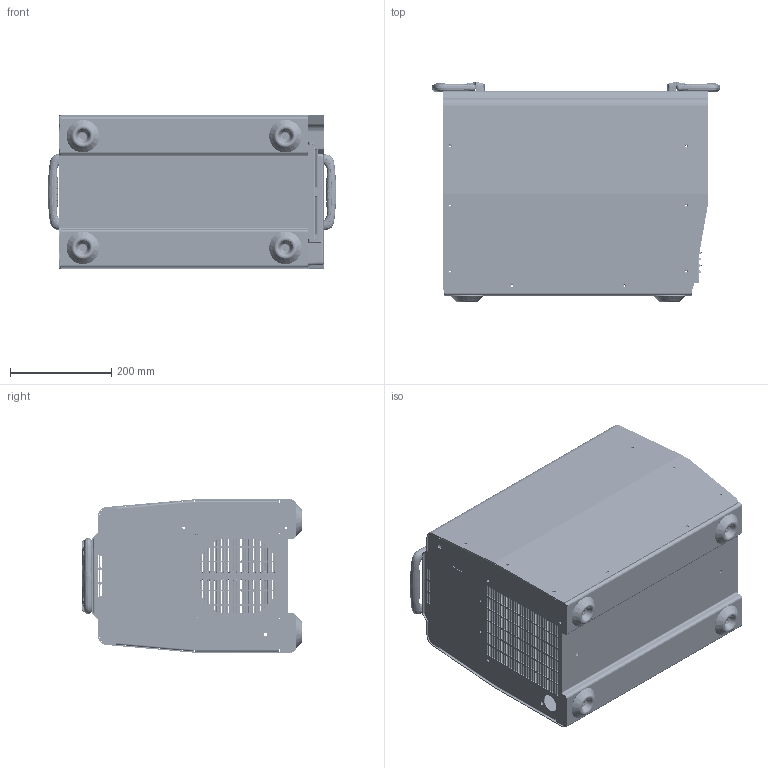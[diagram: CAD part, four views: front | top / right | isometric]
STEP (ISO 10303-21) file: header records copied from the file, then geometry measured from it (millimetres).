
FILE_DESCRIPTION (( 'STEP AP214' ), '1' );
FILE_NAME ('274174 (XMT 350 Products - Joined Shell).STEP', '2015-10-23T14:57:56', ( 'ITS' ), ( 'ITW Welding Group' ), 'SwSTEP 2.0', 'SolidWorks 2015', '' );
FILE_SCHEMA (( 'AUTOMOTIVE_DESIGN' ));
Length unit declared in the file: inch
Products named in the file (1): 274174 (XMT 350 Products - Joined Shell)
Bounding box: 570.61 x 434.55 x 302.98 mm (x, y, z)
Volume: 2490531.9 mm3; surface area: 2230698.8 mm2
Topology: 16 solids, 16 shells, 5508 faces, 14490 edges, 8918 vertices
Faces by surface type: cylinder 2040, plane 1534, bspline 1335, torus 291, cone 196, sphere 112
Entity records: 253064 total; most frequent: CARTESIAN_POINT 127129, ORIENTED_EDGE 28484, DIRECTION 23589, EDGE_CURVE 14242, VERTEX_POINT 8802, AXIS2_PLACEMENT_3D 8787, EDGE_LOOP 6362, VECTOR 6015
